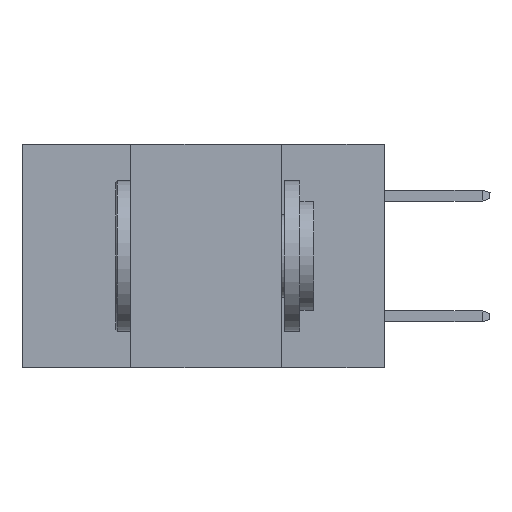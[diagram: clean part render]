
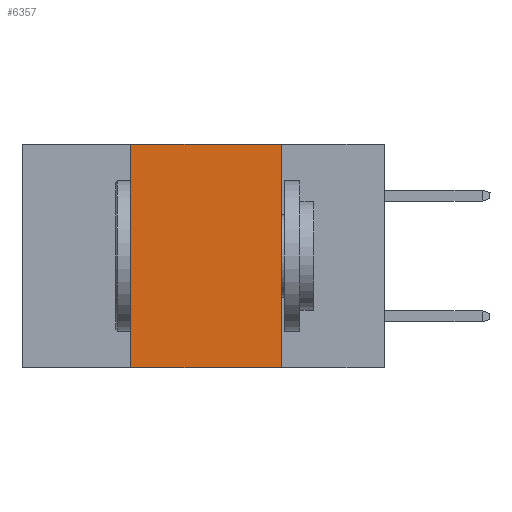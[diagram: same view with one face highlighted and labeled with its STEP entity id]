
A CAD part, left-side view. The second image highlights one B-rep face of the part: STEP entity #6357.
In plain terms, the highlighted planar face has unit normal (-1, 0, 0).
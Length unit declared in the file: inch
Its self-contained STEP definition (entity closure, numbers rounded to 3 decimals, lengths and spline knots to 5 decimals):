
#1593 = DIRECTION ( 'NONE',  ( 0., 0., -1. ) ) ;
#1597 = DIRECTION ( 'NONE',  ( 0., -1., 0. ) ) ;
#1823 = EDGE_CURVE ( 'NONE', #17531, #7464, #5534, .T. ) ;
#2341 = DIRECTION ( 'NONE',  ( 0., -1., 0. ) ) ;
#3785 = EDGE_LOOP ( 'NONE', ( #6815, #10518, #17457, #16819 ) ) ;
#4251 = VECTOR ( 'NONE', #2341, 39.37008 ) ;
#5430 = VERTEX_POINT ( 'NONE', #17427 ) ;
#5534 = LINE ( 'NONE', #20270, #16877 ) ;
#5941 = CARTESIAN_POINT ( 'NONE',  ( 0., 0.17, 0. ) ) ;
#5948 = LINE ( 'NONE', #24673, #22772 ) ;
#6357 = ADVANCED_FACE ( 'NONE', ( #7190 ), #20647, .F. ) ;
#6815 = ORIENTED_EDGE ( 'NONE', *, *, #1823, .F. ) ;
#7190 = FACE_OUTER_BOUND ( 'NONE', #3785, .T. ) ;
#7464 = VERTEX_POINT ( 'NONE', #23783 ) ;
#8255 = CARTESIAN_POINT ( 'NONE',  ( 0., 0.6, 0. ) ) ;
#10273 = CARTESIAN_POINT ( 'NONE',  ( 0., 0.42, 0. ) ) ;
#10518 = ORIENTED_EDGE ( 'NONE', *, *, #19921, .F. ) ;
#12184 = AXIS2_PLACEMENT_3D ( 'NONE', #12462, #12755, #12553 ) ;
#12462 = CARTESIAN_POINT ( 'NONE',  ( 0., 0.6, 0. ) ) ;
#12553 = DIRECTION ( 'NONE',  ( 0., 0., -1. ) ) ;
#12755 = DIRECTION ( 'NONE',  ( 1., 0., 0. ) ) ;
#14005 = EDGE_CURVE ( 'NONE', #5430, #7464, #5948, .T. ) ;
#14025 = LINE ( 'NONE', #8255, #4251 ) ;
#14695 = CARTESIAN_POINT ( 'NONE',  ( 0., 0.42, 0. ) ) ;
#14873 = DIRECTION ( 'NONE',  ( 0., 0., 1. ) ) ;
#15742 = LINE ( 'NONE', #14695, #17950 ) ;
#16819 = ORIENTED_EDGE ( 'NONE', *, *, #14005, .T. ) ;
#16877 = VECTOR ( 'NONE', #1593, 39.37008 ) ;
#17280 = EDGE_CURVE ( 'NONE', #5430, #26327, #15742, .T. ) ;
#17427 = CARTESIAN_POINT ( 'NONE',  ( 0., 0.42, -0.37 ) ) ;
#17457 = ORIENTED_EDGE ( 'NONE', *, *, #17280, .F. ) ;
#17531 = VERTEX_POINT ( 'NONE', #5941 ) ;
#17950 = VECTOR ( 'NONE', #14873, 39.37008 ) ;
#19921 = EDGE_CURVE ( 'NONE', #26327, #17531, #14025, .T. ) ;
#20270 = CARTESIAN_POINT ( 'NONE',  ( 0., 0.17, 0. ) ) ;
#20647 = PLANE ( 'NONE',  #12184 ) ;
#22772 = VECTOR ( 'NONE', #1597, 39.37008 ) ;
#23783 = CARTESIAN_POINT ( 'NONE',  ( 0., 0.17, -0.37 ) ) ;
#24673 = CARTESIAN_POINT ( 'NONE',  ( 0., 0.6, -0.37 ) ) ;
#26327 = VERTEX_POINT ( 'NONE', #10273 ) ;
